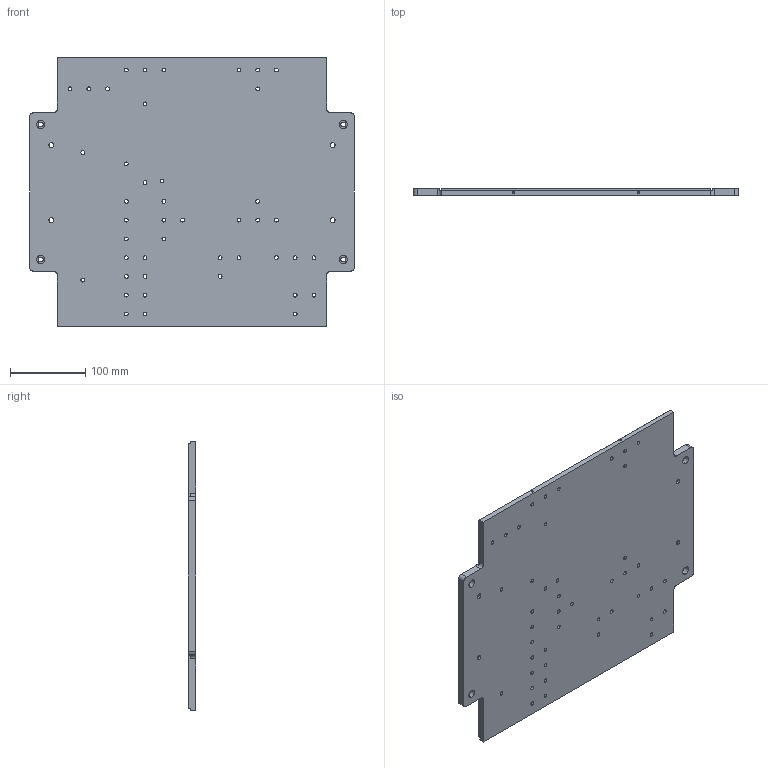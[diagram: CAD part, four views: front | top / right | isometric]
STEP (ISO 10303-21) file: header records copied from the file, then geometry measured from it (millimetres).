
FILE_DESCRIPTION (( 'STEP AP203' ), '1' );
FILE_NAME ('6_base.STEP', '2021-09-30T02:51:09', ( '' ), ( '' ), 'SwSTEP 2.0', 'SolidWorks 2020', '' );
FILE_SCHEMA (( 'CONFIG_CONTROL_DESIGN' ));
Length unit declared in the file: millimetre
Products named in the file (1): 6_base
Bounding box: 433 x 10 x 359 mm (x, y, z)
Volume: 1419561 mm3; surface area: 315408 mm2
Topology: 1 solids, 1 shells, 230 faces, 624 edges, 386 vertices
Faces by surface type: cylinder 164, cone 36, plane 30
Entity records: 7405 total; most frequent: DIRECTION 1382, CARTESIAN_POINT 1205, ORIENTED_EDGE 1176, EDGE_CURVE 588, AXIS2_PLACEMENT_3D 563, VERTEX_POINT 386, EDGE_LOOP 360, CIRCLE 332
